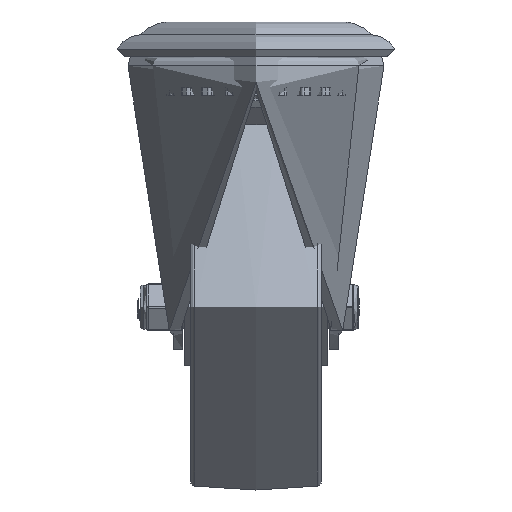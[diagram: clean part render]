
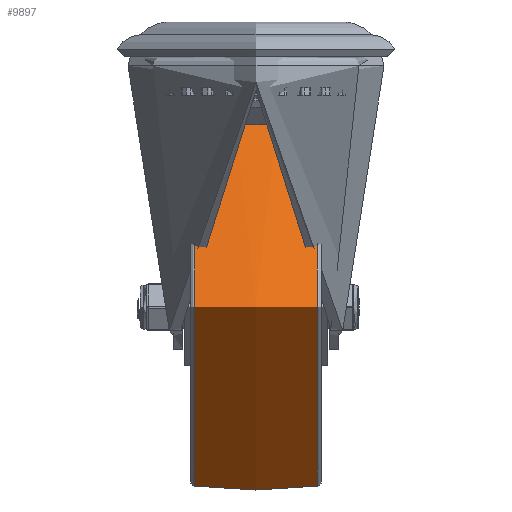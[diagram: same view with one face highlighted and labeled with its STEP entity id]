
A CAD part, left-side view. The second image highlights one B-rep face of the part: STEP entity #9897.
In plain terms, the highlighted free-form (B-spline) face has degree [2, 2] with [3, 9] control points.
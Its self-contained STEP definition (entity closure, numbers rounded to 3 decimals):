
#44=(
BOUNDED_SURFACE()
B_SPLINE_SURFACE(2,2,((#17981,#17982,#17983,#17984,#17985,#17986,#17987,
#17988,#17989),(#17990,#17991,#17992,#17993,#17994,#17995,#17996,#17997,
#17998),(#17999,#18000,#18001,#18002,#18003,#18004,#18005,#18006,#18007)),
 .UNSPECIFIED.,.F.,.T.,.F.)
B_SPLINE_SURFACE_WITH_KNOTS((3,3),(3,2,2,2,3),(-0.129,0.129),
(-3.142,-1.571,0.,1.571,3.142),
 .UNSPECIFIED.)
GEOMETRIC_REPRESENTATION_ITEM()
RATIONAL_B_SPLINE_SURFACE(((1.,0.707,1.,0.707,1.,
0.707,1.,0.707,1.),(0.992,0.701,
0.992,0.701,0.992,0.701,
0.992,0.701,0.992),(1.,0.707,
1.,0.707,1.,0.707,1.,0.707,1.)))
REPRESENTATION_ITEM('')
SURFACE()
);
#2876=FACE_OUTER_BOUND('',#3469,.T.);
#3469=EDGE_LOOP('',(#8451,#8452,#8453,#8454));
#3997=CIRCLE('',#10857,48.926);
#3998=CIRCLE('',#10858,130.225);
#3999=CIRCLE('',#10859,48.926);
#4790=VERTEX_POINT('',#17978);
#4791=VERTEX_POINT('',#18008);
#6053=EDGE_CURVE('',#4790,#4790,#3997,.T.);
#6054=EDGE_CURVE('',#4790,#4791,#3998,.T.);
#6055=EDGE_CURVE('',#4791,#4791,#3999,.T.);
#8451=ORIENTED_EDGE('',*,*,#6053,.F.);
#8452=ORIENTED_EDGE('',*,*,#6054,.T.);
#8453=ORIENTED_EDGE('',*,*,#6055,.T.);
#8454=ORIENTED_EDGE('',*,*,#6054,.F.);
#9897=ADVANCED_FACE('',(#2876),#44,.F.);
#10857=AXIS2_PLACEMENT_3D('',#17980,#13107,#13108);
#10858=AXIS2_PLACEMENT_3D('',#18009,#13109,#13110);
#10859=AXIS2_PLACEMENT_3D('',#18010,#13111,#13112);
#13107=DIRECTION('center_axis',(0.,1.,0.));
#13108=DIRECTION('ref_axis',(-1.,0.,0.));
#13109=DIRECTION('center_axis',(1.,0.,0.));
#13110=DIRECTION('ref_axis',(0.,0.,
1.));
#13111=DIRECTION('center_axis',(0.,1.,0.));
#13112=DIRECTION('ref_axis',(-1.,0.,0.));
#17978=CARTESIAN_POINT('',(0.,16.692,48.926));
#17980=CARTESIAN_POINT('Origin',(0.,16.692,
0.));
#17981=CARTESIAN_POINT('Ctrl Pts',(0.,-16.692,
48.926));
#17982=CARTESIAN_POINT('Ctrl Pts',(48.926,-16.692,48.926));
#17983=CARTESIAN_POINT('Ctrl Pts',(48.926,-16.692,0.));
#17984=CARTESIAN_POINT('Ctrl Pts',(48.926,-16.692,-48.926));
#17985=CARTESIAN_POINT('Ctrl Pts',(0.,-16.692,
-48.926));
#17986=CARTESIAN_POINT('Ctrl Pts',(-48.926,-16.692,
-48.926));
#17987=CARTESIAN_POINT('Ctrl Pts',(-48.926,-16.692,
0.));
#17988=CARTESIAN_POINT('Ctrl Pts',(-48.926,-16.692,
48.926));
#17989=CARTESIAN_POINT('Ctrl Pts',(0.,-16.692,
48.926));
#17990=CARTESIAN_POINT('Ctrl Pts',(0.,0.,
51.083));
#17991=CARTESIAN_POINT('Ctrl Pts',(51.083,0.,
51.083));
#17992=CARTESIAN_POINT('Ctrl Pts',(51.083,0.,
0.));
#17993=CARTESIAN_POINT('Ctrl Pts',(51.083,0.,
-51.083));
#17994=CARTESIAN_POINT('Ctrl Pts',(0.,0.,
-51.083));
#17995=CARTESIAN_POINT('Ctrl Pts',(-51.083,0.,
-51.083));
#17996=CARTESIAN_POINT('Ctrl Pts',(-51.083,0.,
0.));
#17997=CARTESIAN_POINT('Ctrl Pts',(-51.083,0.,
51.083));
#17998=CARTESIAN_POINT('Ctrl Pts',(0.,0.,
51.083));
#17999=CARTESIAN_POINT('Ctrl Pts',(0.,16.692,
48.926));
#18000=CARTESIAN_POINT('Ctrl Pts',(48.926,16.692,48.926));
#18001=CARTESIAN_POINT('Ctrl Pts',(48.926,16.692,0.));
#18002=CARTESIAN_POINT('Ctrl Pts',(48.926,16.692,-48.926));
#18003=CARTESIAN_POINT('Ctrl Pts',(0.,16.692,
-48.926));
#18004=CARTESIAN_POINT('Ctrl Pts',(-48.926,16.692,-48.926));
#18005=CARTESIAN_POINT('Ctrl Pts',(-48.926,16.692,0.));
#18006=CARTESIAN_POINT('Ctrl Pts',(-48.926,16.692,48.926));
#18007=CARTESIAN_POINT('Ctrl Pts',(0.,16.692,
48.926));
#18008=CARTESIAN_POINT('',(0.,-16.692,48.926));
#18009=CARTESIAN_POINT('Origin',(0.,0.,
-80.225));
#18010=CARTESIAN_POINT('Origin',(0.,-16.692,
0.));
